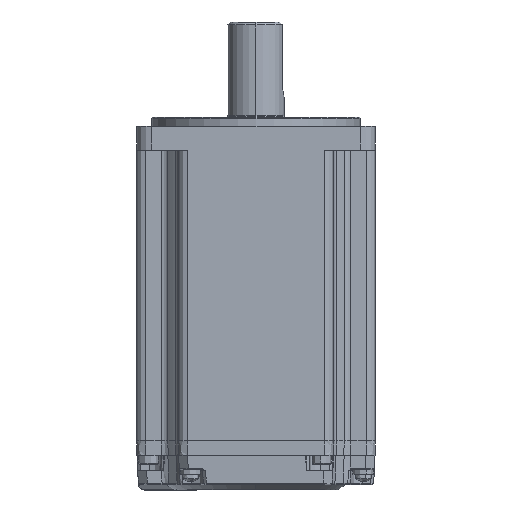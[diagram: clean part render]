
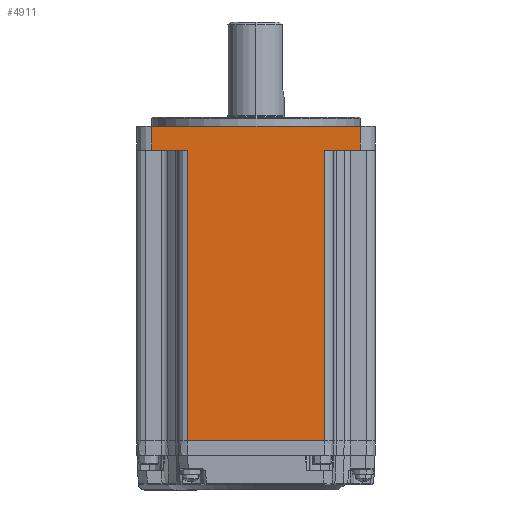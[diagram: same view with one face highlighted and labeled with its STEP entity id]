
A CAD part, front view. The second image highlights one B-rep face of the part: STEP entity #4911.
In plain terms, the highlighted planar face has unit normal (0, -1, 0).
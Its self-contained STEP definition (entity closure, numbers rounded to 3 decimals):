
#89 = CARTESIAN_POINT ( 'NONE',  ( -26., -40., -97.4 ) ) ;
#1001 = ORIENTED_EDGE ( 'NONE', *, *, #12789, .T. ) ;
#3512 = DIRECTION ( 'NONE',  ( 0., 1., 0. ) ) ;
#3914 = LINE ( 'NONE', #18780, #10311 ) ;
#4284 = LINE ( 'NONE', #89, #22226 ) ;
#4548 = CARTESIAN_POINT ( 'NONE',  ( -23., -40., 0. ) ) ;
#4893 = VERTEX_POINT ( 'NONE', #29746 ) ;
#4911 = ADVANCED_FACE ( 'NONE', ( #32978 ), #32740, .F. ) ;
#5496 = VERTEX_POINT ( 'NONE', #14179 ) ;
#5655 = ORIENTED_EDGE ( 'NONE', *, *, #23138, .T. ) ;
#6119 = EDGE_CURVE ( 'NONE', #19132, #30213, #28529, .T. ) ;
#7151 = CARTESIAN_POINT ( 'NONE',  ( -40., -40., 8. ) ) ;
#7306 = DIRECTION ( 'NONE',  ( 0., 0., 1. ) ) ;
#7382 = LINE ( 'NONE', #33379, #8701 ) ;
#7554 = AXIS2_PLACEMENT_3D ( 'NONE', #37140, #3512, #47759 ) ;
#7875 = DIRECTION ( 'NONE',  ( 1., 0., 0. ) ) ;
#8701 = VECTOR ( 'NONE', #22471, 1000. ) ;
#9735 = DIRECTION ( 'NONE',  ( 0., 0., -1. ) ) ;
#10311 = VECTOR ( 'NONE', #23201, 1000. ) ;
#10843 = EDGE_LOOP ( 'NONE', ( #1001, #14101, #35889, #5655, #19359, #47618, #27575, #27710 ) ) ;
#11369 = LINE ( 'NONE', #19048, #27801 ) ;
#11454 = VERTEX_POINT ( 'NONE', #23364 ) ;
#12021 = DIRECTION ( 'NONE',  ( 0., 0., -1. ) ) ;
#12789 = EDGE_CURVE ( 'NONE', #43572, #19132, #7382, .T. ) ;
#13099 = VECTOR ( 'NONE', #25702, 1000. ) ;
#14101 = ORIENTED_EDGE ( 'NONE', *, *, #6119, .T. ) ;
#14179 = CARTESIAN_POINT ( 'NONE',  ( -35., -40., 8. ) ) ;
#14246 = LINE ( 'NONE', #41172, #33080 ) ;
#14411 = VERTEX_POINT ( 'NONE', #25133 ) ;
#14928 = EDGE_CURVE ( 'NONE', #11454, #18500, #11369, .T. ) ;
#18500 = VERTEX_POINT ( 'NONE', #20332 ) ;
#18780 = CARTESIAN_POINT ( 'NONE',  ( 23., -40., 8. ) ) ;
#19048 = CARTESIAN_POINT ( 'NONE',  ( -40., -40., 0. ) ) ;
#19132 = VERTEX_POINT ( 'NONE', #4548 ) ;
#19359 = ORIENTED_EDGE ( 'NONE', *, *, #14928, .T. ) ;
#19842 = VECTOR ( 'NONE', #12021, 1000. ) ;
#20332 = CARTESIAN_POINT ( 'NONE',  ( 35., -40., 0. ) ) ;
#21547 = EDGE_CURVE ( 'NONE', #4893, #30213, #4284, .T. ) ;
#22226 = VECTOR ( 'NONE', #26784, 1000. ) ;
#22471 = DIRECTION ( 'NONE',  ( 1., 0., 0. ) ) ;
#23138 = EDGE_CURVE ( 'NONE', #4893, #11454, #3914, .T. ) ;
#23201 = DIRECTION ( 'NONE',  ( 0., 0., 1. ) ) ;
#23364 = CARTESIAN_POINT ( 'NONE',  ( 23., -40., 0. ) ) ;
#23749 = EDGE_CURVE ( 'NONE', #5496, #43572, #41223, .T. ) ;
#25133 = CARTESIAN_POINT ( 'NONE',  ( 35., -40., 8. ) ) ;
#25702 = DIRECTION ( 'NONE',  ( 1., 0., 0. ) ) ;
#26466 = EDGE_CURVE ( 'NONE', #5496, #14411, #41013, .T. ) ;
#26784 = DIRECTION ( 'NONE',  ( -1., 0., 0. ) ) ;
#27575 = ORIENTED_EDGE ( 'NONE', *, *, #26466, .F. ) ;
#27710 = ORIENTED_EDGE ( 'NONE', *, *, #23749, .T. ) ;
#27801 = VECTOR ( 'NONE', #7875, 1000. ) ;
#28529 = LINE ( 'NONE', #43573, #45386 ) ;
#28811 = CARTESIAN_POINT ( 'NONE',  ( -23., -40., -97.4 ) ) ;
#29746 = CARTESIAN_POINT ( 'NONE',  ( 23., -40., -97.4 ) ) ;
#30213 = VERTEX_POINT ( 'NONE', #28811 ) ;
#32740 = PLANE ( 'NONE',  #7554 ) ;
#32978 = FACE_OUTER_BOUND ( 'NONE', #10843, .T. ) ;
#33080 = VECTOR ( 'NONE', #7306, 1000. ) ;
#33379 = CARTESIAN_POINT ( 'NONE',  ( -40., -40., 0. ) ) ;
#35889 = ORIENTED_EDGE ( 'NONE', *, *, #21547, .F. ) ;
#37140 = CARTESIAN_POINT ( 'NONE',  ( -40., -40., 8. ) ) ;
#37509 = CARTESIAN_POINT ( 'NONE',  ( -35., -40., 8. ) ) ;
#38050 = CARTESIAN_POINT ( 'NONE',  ( -35., -40., 0. ) ) ;
#40092 = EDGE_CURVE ( 'NONE', #18500, #14411, #14246, .T. ) ;
#41013 = LINE ( 'NONE', #7151, #13099 ) ;
#41172 = CARTESIAN_POINT ( 'NONE',  ( 35., -40., 8. ) ) ;
#41223 = LINE ( 'NONE', #37509, #19842 ) ;
#43572 = VERTEX_POINT ( 'NONE', #38050 ) ;
#43573 = CARTESIAN_POINT ( 'NONE',  ( -23., -40., 8. ) ) ;
#45386 = VECTOR ( 'NONE', #9735, 1000. ) ;
#47618 = ORIENTED_EDGE ( 'NONE', *, *, #40092, .T. ) ;
#47759 = DIRECTION ( 'NONE',  ( 0., 0., 1. ) ) ;
